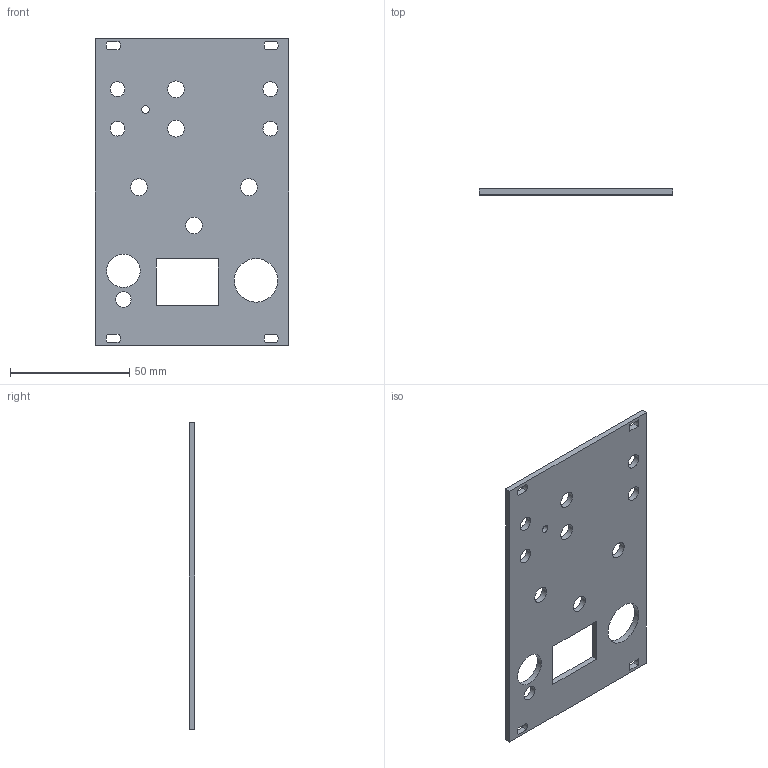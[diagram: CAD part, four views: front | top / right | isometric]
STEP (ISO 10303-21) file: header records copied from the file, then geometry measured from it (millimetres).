
FILE_DESCRIPTION(/* description */ (''),/* implementation_level */ '2;1');
FILE_NAME(/* name */ 'Eurorack SpinFX.step',/* time_stamp */ '2017-11-20T15:13:26+01:00',/* author */ ('accountsSHS3Q'),/* organization */ (''),/* preprocessor_version */ 'ST-DEVELOPER v16.13',/* originating_system */ 'Autodesk Translation Framework v6.5.0.72',/* authorisation */ '');
FILE_SCHEMA (('AUTOMOTIVE_DESIGN { 1 0 10303 214 3 1 1 }'));
Length unit declared in the file: millimetre
Products named in the file (1): Eurorack SpinFX
Bounding box: 80.9 x 2.5 x 128.5 mm (x, y, z)
Volume: 22618.9 mm3; surface area: 20335.4 mm2
Topology: 1 solids, 1 shells, 39 faces, 129 edges, 92 vertices
Faces by surface type: cylinder 21, plane 18
Full cylindrical faces by diameter (mm): 3.2 x1, 6.2 x4, 6.4 x1, 7 x5, 14 x1, 18.2 x1
Entity records: 1572 total; most frequent: DIRECTION 269, CARTESIAN_POINT 261, ORIENTED_EDGE 258, EDGE_CURVE 129, AXIS2_PLACEMENT_3D 100, VERTEX_POINT 92, EDGE_LOOP 75, LINE 69
